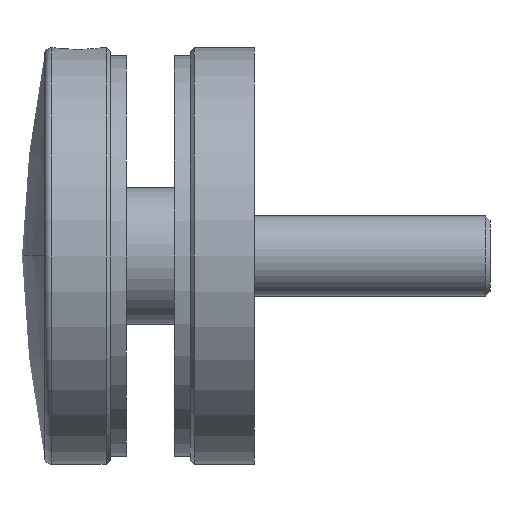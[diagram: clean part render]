
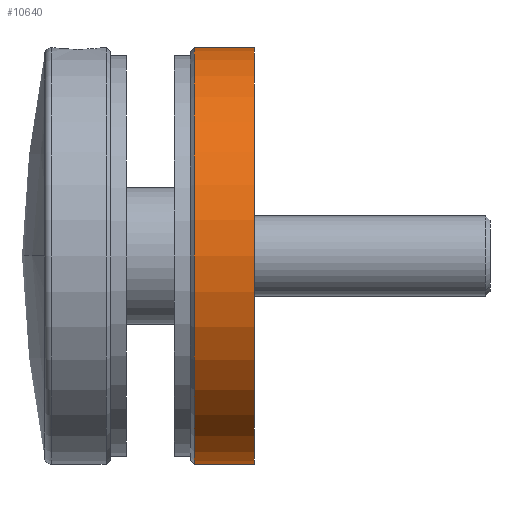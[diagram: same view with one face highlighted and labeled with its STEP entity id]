
A CAD part, left-side view. The second image highlights one B-rep face of the part: STEP entity #10640.
In plain terms, the highlighted cylindrical face has radius 26 mm (diameter 52 mm), a partial arc.
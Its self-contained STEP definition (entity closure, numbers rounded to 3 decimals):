
#172 = CYLINDRICAL_SURFACE ( 'NONE', #10390, 26. ) ;
#189 = CARTESIAN_POINT ( 'NONE',  ( 0., 3.5, 26. ) ) ;
#228 = LINE ( 'NONE', #5858, #12563 ) ;
#276 = ORIENTED_EDGE ( 'NONE', *, *, #5034, .F. ) ;
#1806 = ORIENTED_EDGE ( 'NONE', *, *, #10145, .T. ) ;
#2121 = DIRECTION ( 'NONE',  ( 0., -1., 0. ) ) ;
#2197 = DIRECTION ( 'NONE',  ( 0., 0., -1. ) ) ;
#2711 = VECTOR ( 'NONE', #14790, 1000. ) ;
#3292 = EDGE_CURVE ( 'NONE', #3891, #11136, #12756, .T. ) ;
#3891 = VERTEX_POINT ( 'NONE', #7812 ) ;
#4151 = ORIENTED_EDGE ( 'NONE', *, *, #3292, .T. ) ;
#4394 = ORIENTED_EDGE ( 'NONE', *, *, #7185, .F. ) ;
#5034 = EDGE_CURVE ( 'NONE', #7463, #14481, #228, .T. ) ;
#5858 = CARTESIAN_POINT ( 'NONE',  ( 0., -4., 26. ) ) ;
#6036 = CARTESIAN_POINT ( 'NONE',  ( 0., -4., 26. ) ) ;
#6082 = CIRCLE ( 'NONE', #10702, 26. ) ;
#6332 = CARTESIAN_POINT ( 'NONE',  ( 0., 3.5, 0. ) ) ;
#6549 = CARTESIAN_POINT ( 'NONE',  ( 0., -4., 0. ) ) ;
#6906 = AXIS2_PLACEMENT_3D ( 'NONE', #15219, #14064, #2197 ) ;
#7185 = EDGE_CURVE ( 'NONE', #14481, #11136, #9161, .T. ) ;
#7463 = VERTEX_POINT ( 'NONE', #189 ) ;
#7812 = CARTESIAN_POINT ( 'NONE',  ( 0., 3.5, -26. ) ) ;
#7845 = FACE_OUTER_BOUND ( 'NONE', #14048, .T. ) ;
#8779 = DIRECTION ( 'NONE',  ( 0., 0., 1. ) ) ;
#8837 = CARTESIAN_POINT ( 'NONE',  ( 0., -4., -26. ) ) ;
#9161 = CIRCLE ( 'NONE', #6906, 26. ) ;
#10030 = DIRECTION ( 'NONE',  ( 0., -1., 0. ) ) ;
#10145 = EDGE_CURVE ( 'NONE', #7463, #3891, #6082, .T. ) ;
#10390 = AXIS2_PLACEMENT_3D ( 'NONE', #6549, #11278, #13512 ) ;
#10640 = ADVANCED_FACE ( 'NONE', ( #7845 ), #172, .T. ) ;
#10702 = AXIS2_PLACEMENT_3D ( 'NONE', #6332, #10030, #8779 ) ;
#11136 = VERTEX_POINT ( 'NONE', #14004 ) ;
#11278 = DIRECTION ( 'NONE',  ( 0., -1., 0. ) ) ;
#12563 = VECTOR ( 'NONE', #2121, 1000. ) ;
#12756 = LINE ( 'NONE', #8837, #2711 ) ;
#13512 = DIRECTION ( 'NONE',  ( 0., 0., -1. ) ) ;
#14004 = CARTESIAN_POINT ( 'NONE',  ( 0., -4., -26. ) ) ;
#14048 = EDGE_LOOP ( 'NONE', ( #276, #1806, #4151, #4394 ) ) ;
#14064 = DIRECTION ( 'NONE',  ( 0., -1., 0. ) ) ;
#14481 = VERTEX_POINT ( 'NONE', #6036 ) ;
#14790 = DIRECTION ( 'NONE',  ( 0., -1., 0. ) ) ;
#15219 = CARTESIAN_POINT ( 'NONE',  ( 0., -4., 0. ) ) ;
